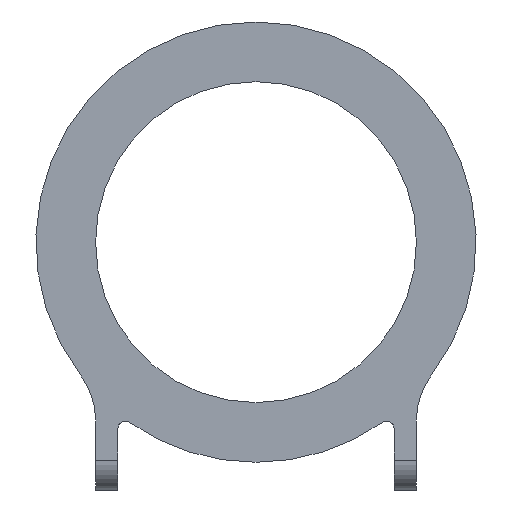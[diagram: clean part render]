
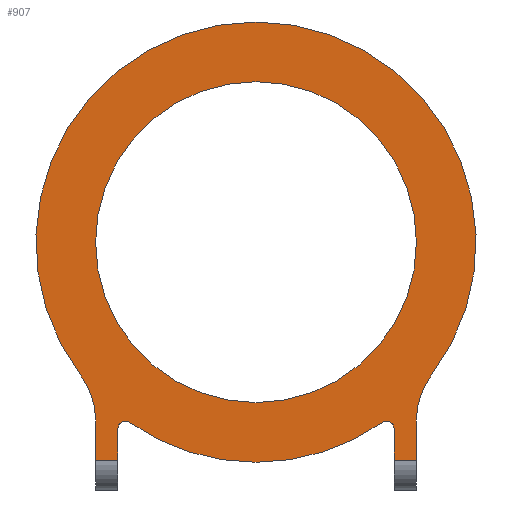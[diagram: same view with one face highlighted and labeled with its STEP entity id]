
A CAD part, front view. The second image highlights one B-rep face of the part: STEP entity #907.
In plain terms, the highlighted planar face has unit normal (0, -1, 0).
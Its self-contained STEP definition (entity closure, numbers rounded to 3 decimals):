
#2 = ORIENTED_EDGE ( 'NONE', *, *, #757, .T. ) ;
#14 = AXIS2_PLACEMENT_3D ( 'NONE', #446, #631, #332 ) ;
#17 = CARTESIAN_POINT ( 'NONE',  ( 0., 0., 0. ) ) ;
#40 = ORIENTED_EDGE ( 'NONE', *, *, #68, .T. ) ;
#61 = CARTESIAN_POINT ( 'NONE',  ( -23.525, 0., -17.799 ) ) ;
#66 = VERTEX_POINT ( 'NONE', #286 ) ;
#68 = EDGE_CURVE ( 'NONE', #414, #449, #352, .T. ) ;
#79 = EDGE_LOOP ( 'NONE', ( #870, #962 ) ) ;
#102 = CARTESIAN_POINT ( 'NONE',  ( 21.5, 0., -29.213 ) ) ;
#103 = EDGE_CURVE ( 'NONE', #506, #125, #1100, .T. ) ;
#106 = CARTESIAN_POINT ( 'NONE',  ( 0., 0., -21.5 ) ) ;
#107 = EDGE_CURVE ( 'NONE', #640, #557, #128, .T. ) ;
#125 = VERTEX_POINT ( 'NONE', #518 ) ;
#128 = CIRCLE ( 'NONE', #14, 10. ) ;
#141 = CARTESIAN_POINT ( 'NONE',  ( 31.5, 0., -23.833 ) ) ;
#145 = CIRCLE ( 'NONE', #1008, 29.5 ) ;
#156 = ORIENTED_EDGE ( 'NONE', *, *, #683, .F. ) ;
#158 = CARTESIAN_POINT ( 'NONE',  ( 17.5, 0., -24.98 ) ) ;
#161 = DIRECTION ( 'NONE',  ( 0., 0., 1. ) ) ;
#166 = EDGE_CURVE ( 'NONE', #449, #606, #219, .T. ) ;
#169 = EDGE_LOOP ( 'NONE', ( #516, #2, #40, #368, #531, #353, #156, #383, #553, #1091, #613, #175, #742 ) ) ;
#172 = EDGE_CURVE ( 'NONE', #506, #1043, #1067, .T. ) ;
#173 = DIRECTION ( 'NONE',  ( 0., -1., 0. ) ) ;
#175 = ORIENTED_EDGE ( 'NONE', *, *, #103, .F. ) ;
#219 = CIRCLE ( 'NONE', #987, 10. ) ;
#229 = VERTEX_POINT ( 'NONE', #758 ) ;
#230 = DIRECTION ( 'NONE',  ( 0., 0., 1. ) ) ;
#265 = CARTESIAN_POINT ( 'NONE',  ( 21.5, 0., -23.833 ) ) ;
#281 = VECTOR ( 'NONE', #656, 1000. ) ;
#286 = CARTESIAN_POINT ( 'NONE',  ( 18.5, 0., -29.213 ) ) ;
#300 = CARTESIAN_POINT ( 'NONE',  ( 0., 0., 21.5 ) ) ;
#302 = VECTOR ( 'NONE', #408, 1000. ) ;
#305 = DIRECTION ( 'NONE',  ( 0., 0., -1. ) ) ;
#310 = CARTESIAN_POINT ( 'NONE',  ( -18.5, 0., 0. ) ) ;
#332 = DIRECTION ( 'NONE',  ( 0., 0., 1. ) ) ;
#337 = DIRECTION ( 'NONE',  ( 0., 0., 1. ) ) ;
#352 = LINE ( 'NONE', #1048, #675 ) ;
#353 = ORIENTED_EDGE ( 'NONE', *, *, #107, .T. ) ;
#358 = DIRECTION ( 'NONE',  ( 0., 0., 1. ) ) ;
#368 = ORIENTED_EDGE ( 'NONE', *, *, #166, .T. ) ;
#383 = ORIENTED_EDGE ( 'NONE', *, *, #1075, .T. ) ;
#393 = DIRECTION ( 'NONE',  ( 0., -1., 0. ) ) ;
#396 = CARTESIAN_POINT ( 'NONE',  ( 18.5, 0., -24.98 ) ) ;
#408 = DIRECTION ( 'NONE',  ( 0., 0., 1. ) ) ;
#414 = VERTEX_POINT ( 'NONE', #102 ) ;
#429 = VERTEX_POINT ( 'NONE', #106 ) ;
#446 = CARTESIAN_POINT ( 'NONE',  ( -31.5, 0., -23.833 ) ) ;
#449 = VERTEX_POINT ( 'NONE', #265 ) ;
#455 = AXIS2_PLACEMENT_3D ( 'NONE', #918, #393, #305 ) ;
#464 = DIRECTION ( 'NONE',  ( 0., 0., 1. ) ) ;
#480 = CARTESIAN_POINT ( 'NONE',  ( -21.5, 0., -23.833 ) ) ;
#492 = AXIS2_PLACEMENT_3D ( 'NONE', #834, #930, #161 ) ;
#498 = CARTESIAN_POINT ( 'NONE',  ( -17.5, 0., -24.98 ) ) ;
#506 = VERTEX_POINT ( 'NONE', #1003 ) ;
#516 = ORIENTED_EDGE ( 'NONE', *, *, #1102, .F. ) ;
#518 = CARTESIAN_POINT ( 'NONE',  ( 0., 0., -29.5 ) ) ;
#525 = DIRECTION ( 'NONE',  ( 0., 0., -1. ) ) ;
#531 = ORIENTED_EDGE ( 'NONE', *, *, #1070, .F. ) ;
#553 = ORIENTED_EDGE ( 'NONE', *, *, #936, .T. ) ;
#556 = CARTESIAN_POINT ( 'NONE',  ( -18.5, 0., -24.98 ) ) ;
#557 = VERTEX_POINT ( 'NONE', #480 ) ;
#560 = EDGE_CURVE ( 'NONE', #569, #429, #946, .T. ) ;
#565 = PLANE ( 'NONE',  #1115 ) ;
#569 = VERTEX_POINT ( 'NONE', #300 ) ;
#579 = VECTOR ( 'NONE', #604, 1000. ) ;
#582 = AXIS2_PLACEMENT_3D ( 'NONE', #158, #1114, #337 ) ;
#583 = CARTESIAN_POINT ( 'NONE',  ( 0., 0., 0. ) ) ;
#585 = DIRECTION ( 'NONE',  ( 0., 1., 0. ) ) ;
#589 = DIRECTION ( 'NONE',  ( 1., 0., 0. ) ) ;
#598 = VERTEX_POINT ( 'NONE', #556 ) ;
#604 = DIRECTION ( 'NONE',  ( 1., 0., 0. ) ) ;
#606 = VERTEX_POINT ( 'NONE', #904 ) ;
#613 = ORIENTED_EDGE ( 'NONE', *, *, #1085, .F. ) ;
#620 = CIRCLE ( 'NONE', #712, 1. ) ;
#626 = EDGE_CURVE ( 'NONE', #598, #750, #620, .T. ) ;
#631 = DIRECTION ( 'NONE',  ( 0., 1., 0. ) ) ;
#640 = VERTEX_POINT ( 'NONE', #61 ) ;
#656 = DIRECTION ( 'NONE',  ( 0., 0., 1. ) ) ;
#668 = DIRECTION ( 'NONE',  ( 0., 1., 0. ) ) ;
#671 = LINE ( 'NONE', #1018, #1004 ) ;
#674 = CIRCLE ( 'NONE', #818, 21.5 ) ;
#675 = VECTOR ( 'NONE', #358, 1000. ) ;
#683 = EDGE_CURVE ( 'NONE', #959, #557, #671, .T. ) ;
#697 = CARTESIAN_POINT ( 'NONE',  ( 21.5, 0., -29.213 ) ) ;
#712 = AXIS2_PLACEMENT_3D ( 'NONE', #498, #585, #845 ) ;
#720 = DIRECTION ( 'NONE',  ( 0., 1., 0. ) ) ;
#740 = FACE_OUTER_BOUND ( 'NONE', #169, .T. ) ;
#742 = ORIENTED_EDGE ( 'NONE', *, *, #172, .T. ) ;
#749 = LINE ( 'NONE', #772, #752 ) ;
#750 = VERTEX_POINT ( 'NONE', #882 ) ;
#752 = VECTOR ( 'NONE', #589, 1000. ) ;
#757 = EDGE_CURVE ( 'NONE', #66, #414, #789, .T. ) ;
#758 = CARTESIAN_POINT ( 'NONE',  ( -18.5, 0., -29.213 ) ) ;
#772 = CARTESIAN_POINT ( 'NONE',  ( 0., 0., -29.213 ) ) ;
#789 = LINE ( 'NONE', #697, #579 ) ;
#814 = DIRECTION ( 'NONE',  ( 0., 0., 1. ) ) ;
#818 = AXIS2_PLACEMENT_3D ( 'NONE', #958, #173, #525 ) ;
#828 = EDGE_CURVE ( 'NONE', #429, #569, #674, .T. ) ;
#834 = CARTESIAN_POINT ( 'NONE',  ( 0., 0., 0. ) ) ;
#845 = DIRECTION ( 'NONE',  ( 0., 0., 1. ) ) ;
#870 = ORIENTED_EDGE ( 'NONE', *, *, #828, .F. ) ;
#882 = CARTESIAN_POINT ( 'NONE',  ( -16.926, 0., -24.161 ) ) ;
#887 = DIRECTION ( 'NONE',  ( 0., 1., 0. ) ) ;
#889 = AXIS2_PLACEMENT_3D ( 'NONE', #17, #720, #464 ) ;
#904 = CARTESIAN_POINT ( 'NONE',  ( 23.525, 0., -17.799 ) ) ;
#906 = FACE_BOUND ( 'NONE', #79, .T. ) ;
#907 = ADVANCED_FACE ( 'NONE', ( #906, #740 ), #565, .F. ) ;
#913 = CARTESIAN_POINT ( 'NONE',  ( 0., 0., 0. ) ) ;
#918 = CARTESIAN_POINT ( 'NONE',  ( 0., 0., 0. ) ) ;
#921 = DIRECTION ( 'NONE',  ( 0., 0., 1. ) ) ;
#930 = DIRECTION ( 'NONE',  ( 0., 1., 0. ) ) ;
#936 = EDGE_CURVE ( 'NONE', #229, #598, #1079, .T. ) ;
#937 = LINE ( 'NONE', #1104, #302 ) ;
#946 = CIRCLE ( 'NONE', #455, 21.5 ) ;
#952 = CIRCLE ( 'NONE', #492, 29.5 ) ;
#958 = CARTESIAN_POINT ( 'NONE',  ( 0., 0., 0. ) ) ;
#959 = VERTEX_POINT ( 'NONE', #1066 ) ;
#962 = ORIENTED_EDGE ( 'NONE', *, *, #560, .F. ) ;
#987 = AXIS2_PLACEMENT_3D ( 'NONE', #141, #1111, #1036 ) ;
#1003 = CARTESIAN_POINT ( 'NONE',  ( 16.926, 0., -24.161 ) ) ;
#1004 = VECTOR ( 'NONE', #230, 1000. ) ;
#1008 = AXIS2_PLACEMENT_3D ( 'NONE', #583, #668, #921 ) ;
#1018 = CARTESIAN_POINT ( 'NONE',  ( -21.5, 0., 0. ) ) ;
#1036 = DIRECTION ( 'NONE',  ( 0., 0., 1. ) ) ;
#1043 = VERTEX_POINT ( 'NONE', #396 ) ;
#1048 = CARTESIAN_POINT ( 'NONE',  ( 21.5, 0., 0. ) ) ;
#1066 = CARTESIAN_POINT ( 'NONE',  ( -21.5, 0., -29.213 ) ) ;
#1067 = CIRCLE ( 'NONE', #582, 1. ) ;
#1070 = EDGE_CURVE ( 'NONE', #640, #606, #952, .T. ) ;
#1075 = EDGE_CURVE ( 'NONE', #959, #229, #749, .T. ) ;
#1079 = LINE ( 'NONE', #310, #281 ) ;
#1085 = EDGE_CURVE ( 'NONE', #125, #750, #145, .T. ) ;
#1091 = ORIENTED_EDGE ( 'NONE', *, *, #626, .T. ) ;
#1100 = CIRCLE ( 'NONE', #889, 29.5 ) ;
#1102 = EDGE_CURVE ( 'NONE', #66, #1043, #937, .T. ) ;
#1104 = CARTESIAN_POINT ( 'NONE',  ( 18.5, 0., 0. ) ) ;
#1111 = DIRECTION ( 'NONE',  ( 0., 1., 0. ) ) ;
#1114 = DIRECTION ( 'NONE',  ( 0., 1., 0. ) ) ;
#1115 = AXIS2_PLACEMENT_3D ( 'NONE', #913, #887, #814 ) ;
